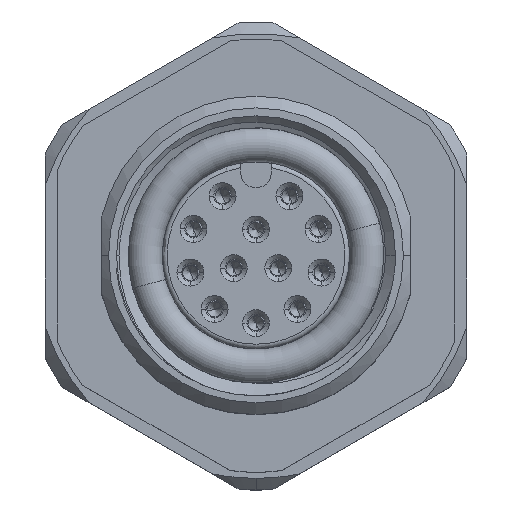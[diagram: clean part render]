
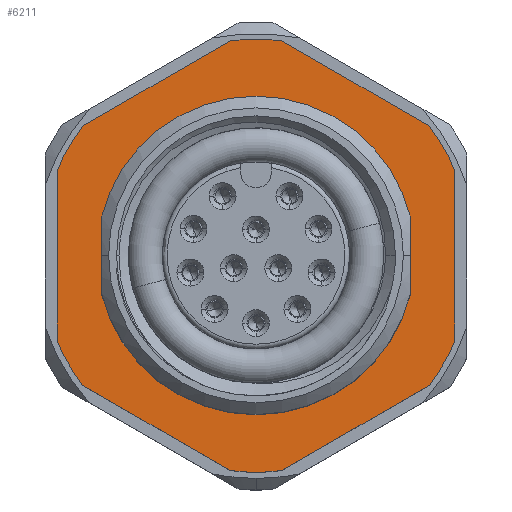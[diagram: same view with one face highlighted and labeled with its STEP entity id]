
A CAD part, top view. The second image highlights one B-rep face of the part: STEP entity #6211.
In plain terms, the highlighted planar face has unit normal (0, 0, 1).
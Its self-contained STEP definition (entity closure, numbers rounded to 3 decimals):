
#30 = EDGE_CURVE ( 'NONE', #14742, #806, #14949, .T. ) ;
#68 = CARTESIAN_POINT ( 'NONE',  ( -7.41, 5.537, 0. ) ) ;
#532 = CARTESIAN_POINT ( 'NONE',  ( 1.09, 9.186, 0. ) ) ;
#806 = VERTEX_POINT ( 'NONE', #18387 ) ;
#898 = EDGE_CURVE ( 'NONE', #14742, #8817, #10498, .T. ) ;
#1426 = EDGE_CURVE ( 'NONE', #8174, #12703, #22539, .T. ) ;
#1552 = DIRECTION ( 'NONE',  ( 0.866, -0.5, 0. ) ) ;
#1680 = VERTEX_POINT ( 'NONE', #13178 ) ;
#1701 = CARTESIAN_POINT ( 'NONE',  ( -8.5, -3.649, 0. ) ) ;
#1893 = CARTESIAN_POINT ( 'NONE',  ( 6.6, 1.637, 0. ) ) ;
#2027 = EDGE_CURVE ( 'NONE', #19322, #8077, #3341, .T. ) ;
#2059 = CARTESIAN_POINT ( 'NONE',  ( 0., 0., 0. ) ) ;
#2082 = LINE ( 'NONE', #23407, #16476 ) ;
#2206 = DIRECTION ( 'NONE',  ( 0., 1., 0. ) ) ;
#2351 = LINE ( 'NONE', #10008, #17382 ) ;
#2828 = ORIENTED_EDGE ( 'NONE', *, *, #23778, .T. ) ;
#3109 = ORIENTED_EDGE ( 'NONE', *, *, #22313, .F. ) ;
#3184 = ORIENTED_EDGE ( 'NONE', *, *, #11288, .T. ) ;
#3315 = DIRECTION ( 'NONE',  ( 1., 0., 0. ) ) ;
#3341 = CIRCLE ( 'NONE', #18560, 9.25 ) ;
#3379 = VECTOR ( 'NONE', #16783, 1000. ) ;
#3463 = EDGE_CURVE ( 'NONE', #17475, #8695, #21256, .T. ) ;
#3559 = CARTESIAN_POINT ( 'NONE',  ( 0., 0., 0. ) ) ;
#3884 = CIRCLE ( 'NONE', #9501, 9.25 ) ;
#3931 = ORIENTED_EDGE ( 'NONE', *, *, #2027, .T. ) ;
#4095 = DIRECTION ( 'NONE',  ( 0., 0., 1. ) ) ;
#4115 = DIRECTION ( 'NONE',  ( 0., 0., -1. ) ) ;
#4388 = CARTESIAN_POINT ( 'NONE',  ( 8.5, 9.25, 0. ) ) ;
#4519 = EDGE_LOOP ( 'NONE', ( #21416, #23742, #23222, #3109 ) ) ;
#4669 = DIRECTION ( 'NONE',  ( 0., 0., 1. ) ) ;
#4992 = CIRCLE ( 'NONE', #15356, 9.25 ) ;
#5199 = CARTESIAN_POINT ( 'NONE',  ( 0., 0., 0. ) ) ;
#5445 = AXIS2_PLACEMENT_3D ( 'NONE', #24819, #4115, #13414 ) ;
#6211 = ADVANCED_FACE ( 'NONE', ( #13798, #21175 ), #13925, .F. ) ;
#6587 = DIRECTION ( 'NONE',  ( 0., 0., 1. ) ) ;
#6664 = DIRECTION ( 'NONE',  ( 1., 0., 0. ) ) ;
#6983 = CARTESIAN_POINT ( 'NONE',  ( 1.09, -9.186, 0. ) ) ;
#7130 = LINE ( 'NONE', #9154, #3379 ) ;
#8077 = VERTEX_POINT ( 'NONE', #8179 ) ;
#8168 = AXIS2_PLACEMENT_3D ( 'NONE', #11993, #6587, #14247 ) ;
#8174 = VERTEX_POINT ( 'NONE', #532 ) ;
#8179 = CARTESIAN_POINT ( 'NONE',  ( 8.5, -3.649, 0. ) ) ;
#8379 = DIRECTION ( 'NONE',  ( 0., 0., 1. ) ) ;
#8695 = VERTEX_POINT ( 'NONE', #16316 ) ;
#8817 = VERTEX_POINT ( 'NONE', #9535 ) ;
#8957 = LINE ( 'NONE', #11210, #21939 ) ;
#9154 = CARTESIAN_POINT ( 'NONE',  ( -0.245, 9.674, 0. ) ) ;
#9272 = ORIENTED_EDGE ( 'NONE', *, *, #1426, .T. ) ;
#9501 = AXIS2_PLACEMENT_3D ( 'NONE', #3559, #15113, #16734 ) ;
#9535 = CARTESIAN_POINT ( 'NONE',  ( 6.6, -1.637, 0. ) ) ;
#9714 = DIRECTION ( 'NONE',  ( 0., 0., 1. ) ) ;
#9726 = AXIS2_PLACEMENT_3D ( 'NONE', #21719, #4669, #6664 ) ;
#9763 = EDGE_CURVE ( 'NONE', #19322, #11463, #2351, .T. ) ;
#10008 = CARTESIAN_POINT ( 'NONE',  ( 8.255, -5.049, 0. ) ) ;
#10119 = VERTEX_POINT ( 'NONE', #15120 ) ;
#10428 = VERTEX_POINT ( 'NONE', #68 ) ;
#10498 = LINE ( 'NONE', #22392, #23391 ) ;
#10840 = ORIENTED_EDGE ( 'NONE', *, *, #3463, .F. ) ;
#11081 = CARTESIAN_POINT ( 'NONE',  ( -7.41, -5.537, 0. ) ) ;
#11143 = CIRCLE ( 'NONE', #11960, 9.25 ) ;
#11210 = CARTESIAN_POINT ( 'NONE',  ( 0.245, 9.674, 0. ) ) ;
#11288 = EDGE_CURVE ( 'NONE', #17475, #16099, #14565, .T. ) ;
#11463 = VERTEX_POINT ( 'NONE', #6983 ) ;
#11765 = DIRECTION ( 'NONE',  ( 1., 0., 0. ) ) ;
#11886 = CARTESIAN_POINT ( 'NONE',  ( 8.5, 3.649, 0. ) ) ;
#11931 = EDGE_CURVE ( 'NONE', #18998, #16099, #2082, .T. ) ;
#11960 = AXIS2_PLACEMENT_3D ( 'NONE', #17898, #8379, #16011 ) ;
#11965 = CARTESIAN_POINT ( 'NONE',  ( -6.6, 11.767, 0. ) ) ;
#11993 = CARTESIAN_POINT ( 'NONE',  ( 0., 0., 0. ) ) ;
#12046 = DIRECTION ( 'NONE',  ( 0., -1., 0. ) ) ;
#12386 = DIRECTION ( 'NONE',  ( 0., -1., 0. ) ) ;
#12703 = VERTEX_POINT ( 'NONE', #23622 ) ;
#12858 = ORIENTED_EDGE ( 'NONE', *, *, #19009, .T. ) ;
#13178 = CARTESIAN_POINT ( 'NONE',  ( 7.41, 5.537, 0. ) ) ;
#13414 = DIRECTION ( 'NONE',  ( -1., 0., 0. ) ) ;
#13612 = DIRECTION ( 'NONE',  ( 1., 0., 0. ) ) ;
#13798 = FACE_BOUND ( 'NONE', #4519, .T. ) ;
#13925 = PLANE ( 'NONE',  #5445 ) ;
#14035 = DIRECTION ( 'NONE',  ( 1., 0., 0. ) ) ;
#14187 = CIRCLE ( 'NONE', #8168, 6.8 ) ;
#14247 = DIRECTION ( 'NONE',  ( 1., 0., 0. ) ) ;
#14390 = ORIENTED_EDGE ( 'NONE', *, *, #18024, .F. ) ;
#14565 = CIRCLE ( 'NONE', #22163, 9.25 ) ;
#14742 = VERTEX_POINT ( 'NONE', #1893 ) ;
#14949 = CIRCLE ( 'NONE', #17349, 6.8 ) ;
#15113 = DIRECTION ( 'NONE',  ( 0., 0., 1. ) ) ;
#15120 = CARTESIAN_POINT ( 'NONE',  ( -6.6, -1.637, 0. ) ) ;
#15137 = VECTOR ( 'NONE', #21975, 1000. ) ;
#15287 = EDGE_CURVE ( 'NONE', #10428, #12703, #7130, .T. ) ;
#15356 = AXIS2_PLACEMENT_3D ( 'NONE', #22909, #4095, #11765 ) ;
#15411 = CARTESIAN_POINT ( 'NONE',  ( 0., 0., 0. ) ) ;
#15923 = DIRECTION ( 'NONE',  ( 0., 0., 1. ) ) ;
#16011 = DIRECTION ( 'NONE',  ( 1., 0., 0. ) ) ;
#16099 = VERTEX_POINT ( 'NONE', #11081 ) ;
#16257 = ORIENTED_EDGE ( 'NONE', *, *, #11931, .F. ) ;
#16316 = CARTESIAN_POINT ( 'NONE',  ( -8.5, 3.649, 0. ) ) ;
#16476 = VECTOR ( 'NONE', #19767, 1000. ) ;
#16608 = ORIENTED_EDGE ( 'NONE', *, *, #24397, .F. ) ;
#16734 = DIRECTION ( 'NONE',  ( 1., 0., 0. ) ) ;
#16783 = DIRECTION ( 'NONE',  ( 0.866, 0.5, 0. ) ) ;
#17349 = AXIS2_PLACEMENT_3D ( 'NONE', #2059, #9714, #13612 ) ;
#17382 = VECTOR ( 'NONE', #21151, 1000. ) ;
#17475 = VERTEX_POINT ( 'NONE', #1701 ) ;
#17882 = CARTESIAN_POINT ( 'NONE',  ( -8.5, 9.25, 0. ) ) ;
#17898 = CARTESIAN_POINT ( 'NONE',  ( 0., 0., 0. ) ) ;
#18024 = EDGE_CURVE ( 'NONE', #8174, #1680, #8957, .T. ) ;
#18387 = CARTESIAN_POINT ( 'NONE',  ( -6.6, 1.637, 0. ) ) ;
#18467 = EDGE_CURVE ( 'NONE', #10119, #806, #23362, .T. ) ;
#18560 = AXIS2_PLACEMENT_3D ( 'NONE', #5199, #15923, #3315 ) ;
#18965 = VERTEX_POINT ( 'NONE', #11886 ) ;
#18998 = VERTEX_POINT ( 'NONE', #21783 ) ;
#19009 = EDGE_CURVE ( 'NONE', #18998, #11463, #11143, .T. ) ;
#19322 = VERTEX_POINT ( 'NONE', #20876 ) ;
#19370 = EDGE_CURVE ( 'NONE', #10428, #8695, #3884, .T. ) ;
#19454 = ORIENTED_EDGE ( 'NONE', *, *, #9763, .F. ) ;
#19767 = DIRECTION ( 'NONE',  ( -0.866, 0.5, 0. ) ) ;
#20060 = VECTOR ( 'NONE', #12046, 1000. ) ;
#20184 = LINE ( 'NONE', #4388, #20060 ) ;
#20876 = CARTESIAN_POINT ( 'NONE',  ( 7.41, -5.537, 0. ) ) ;
#21151 = DIRECTION ( 'NONE',  ( -0.866, -0.5, 0. ) ) ;
#21175 = FACE_OUTER_BOUND ( 'NONE', #21751, .T. ) ;
#21256 = LINE ( 'NONE', #17882, #21586 ) ;
#21416 = ORIENTED_EDGE ( 'NONE', *, *, #18467, .T. ) ;
#21586 = VECTOR ( 'NONE', #2206, 1000. ) ;
#21719 = CARTESIAN_POINT ( 'NONE',  ( 0., 0., 0. ) ) ;
#21751 = EDGE_LOOP ( 'NONE', ( #9272, #22965, #23835, #10840, #3184, #16257, #12858, #19454, #3931, #16608, #2828, #14390 ) ) ;
#21783 = CARTESIAN_POINT ( 'NONE',  ( -1.09, -9.186, 0. ) ) ;
#21939 = VECTOR ( 'NONE', #1552, 1000. ) ;
#21975 = DIRECTION ( 'NONE',  ( 0., 1., 0. ) ) ;
#22163 = AXIS2_PLACEMENT_3D ( 'NONE', #15411, #23053, #14035 ) ;
#22313 = EDGE_CURVE ( 'NONE', #10119, #8817, #14187, .T. ) ;
#22392 = CARTESIAN_POINT ( 'NONE',  ( 6.6, 11.767, 0. ) ) ;
#22539 = CIRCLE ( 'NONE', #9726, 9.25 ) ;
#22909 = CARTESIAN_POINT ( 'NONE',  ( 0., 0., 0. ) ) ;
#22965 = ORIENTED_EDGE ( 'NONE', *, *, #15287, .F. ) ;
#23053 = DIRECTION ( 'NONE',  ( 0., 0., 1. ) ) ;
#23222 = ORIENTED_EDGE ( 'NONE', *, *, #898, .T. ) ;
#23362 = LINE ( 'NONE', #11965, #15137 ) ;
#23391 = VECTOR ( 'NONE', #12386, 1000. ) ;
#23407 = CARTESIAN_POINT ( 'NONE',  ( -8.255, -5.049, 0. ) ) ;
#23622 = CARTESIAN_POINT ( 'NONE',  ( -1.09, 9.186, 0. ) ) ;
#23742 = ORIENTED_EDGE ( 'NONE', *, *, #30, .F. ) ;
#23778 = EDGE_CURVE ( 'NONE', #18965, #1680, #4992, .T. ) ;
#23835 = ORIENTED_EDGE ( 'NONE', *, *, #19370, .T. ) ;
#24397 = EDGE_CURVE ( 'NONE', #18965, #8077, #20184, .T. ) ;
#24819 = CARTESIAN_POINT ( 'NONE',  ( 0., 9.25, 0. ) ) ;
